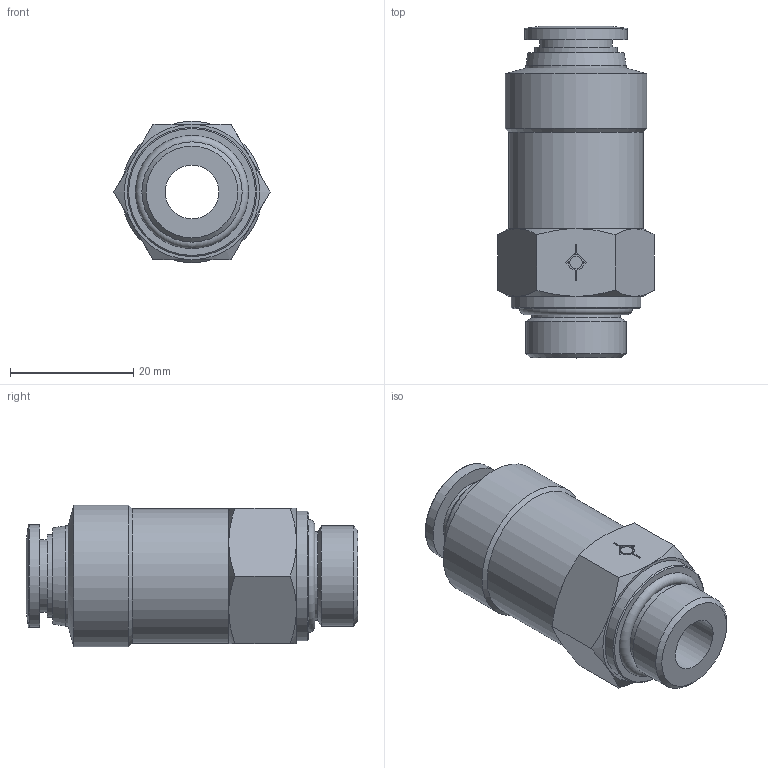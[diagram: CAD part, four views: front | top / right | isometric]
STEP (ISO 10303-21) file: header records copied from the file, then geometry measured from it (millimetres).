
FILE_DESCRIPTION(/* description */ (''),/* implementation_level */ '2;1');
FILE_NAME(/* name */ 'CVPC 10G03.stp',/* time_stamp */ '2015-08-31T13:15:46+09:00',/* author */ ('DIAMOND'),/* organization */ (''),/* preprocessor_version */ 'ST-DEVELOPER v15.6',/* originating_system */ 'Autodesk Inventor 2015',/* authorisation */ '');
FILE_SCHEMA (('AUTOMOTIVE_DESIGN { 1 0 10303 214 3 1 1 }'));
Length unit declared in the file: millimetre
Products named in the file (1): CVPC 10G03
Bounding box: 25.4 x 53.95 x 23 mm (x, y, z)
Volume: 14631.5 mm3; surface area: 6045.1 mm2
Topology: 1 solids, 1 shells, 69 faces, 146 edges, 89 vertices
Faces by surface type: plane 32, cone 19, cylinder 15, torus 3
Full cylindrical faces by diameter (mm): 2 x1, 8.7 x1, 10 x1, 11.8 x1, 13.5 x1, 14.4 x1, 16.3 x2, 16.6 x1, 21 x1, 21.8 x1, 23 x1
Entity records: 1731 total; most frequent: CARTESIAN_POINT 331, DIRECTION 289, ORIENTED_EDGE 248, EDGE_CURVE 124, AXIS2_PLACEMENT_3D 119, EDGE_LOOP 103, VERTEX_POINT 89, FACE_OUTER_BOUND 69
